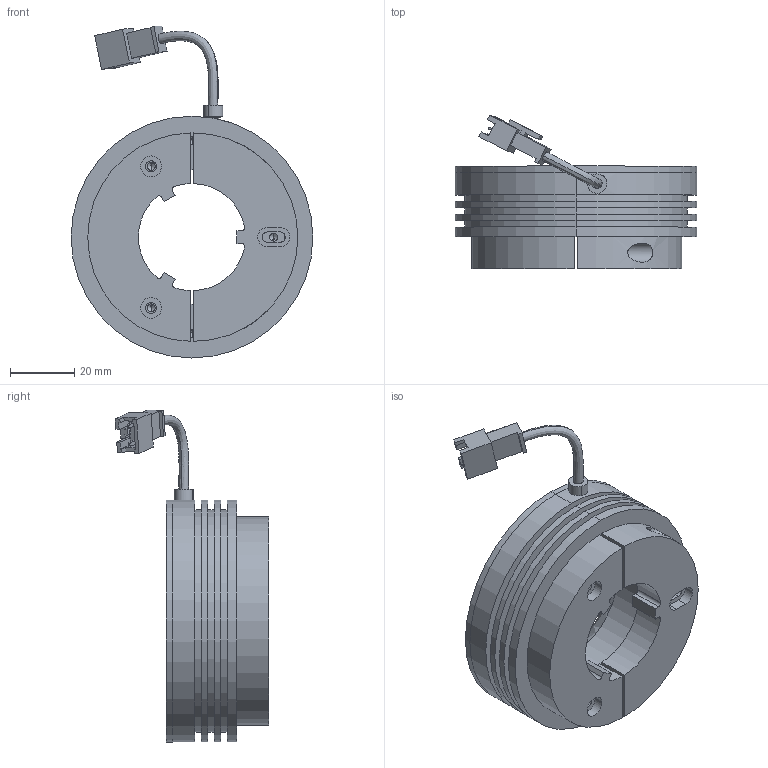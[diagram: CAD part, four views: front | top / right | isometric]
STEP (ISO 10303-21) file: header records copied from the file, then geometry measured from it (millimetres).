
FILE_DESCRIPTION (( 'STEP AP214' ), '1' );
FILE_NAME ('LTRN075X45.STEP', '2013-04-05T13:22:00', ( 'Work' ), ( '' ), 'SwSTEP 2.0', 'SolidWorks 2012', '' );
FILE_SCHEMA (( 'AUTOMOTIVE_DESIGN' ));
Length unit declared in the file: millimetre
Products named in the file (1): LTRN075X45
Bounding box: 75.4 x 47.85 x 103.54 mm (x, y, z)
Volume: 61312.2 mm3; surface area: 41518.1 mm2
Topology: 7 solids, 7 shells, 303 faces, 756 edges, 466 vertices
Faces by surface type: cylinder 138, plane 111, cone 40, bspline 14
Entity records: 12895 total; most frequent: CARTESIAN_POINT 2260, DIRECTION 1546, ORIENTED_EDGE 1432, EDGE_CURVE 716, AXIS2_PLACEMENT_3D 572, VERTEX_POINT 466, LINE 402, VECTOR 402
